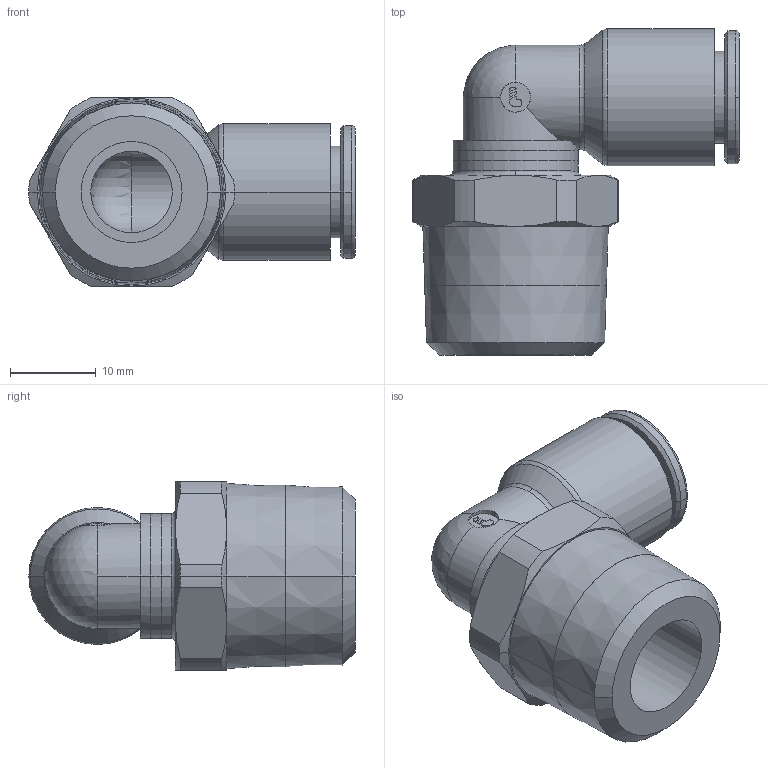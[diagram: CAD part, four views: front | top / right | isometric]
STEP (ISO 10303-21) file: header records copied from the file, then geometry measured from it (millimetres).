
FILE_DESCRIPTION(('STEP AP214'),'1');
FILE_NAME('3109_60_22.stp','2016-07-07T14:15:44',('TraceParts'),('TraceParts S.A.'),'Spatial InterOp 3D',' ',' ');
FILE_SCHEMA(('automotive_design'));
Length unit declared in the file: millimetre
Products named in the file (1): 1
Bounding box: 38.12 x 38.11 x 22 mm (x, y, z)
Volume: 8652.2 mm3; surface area: 5753.4 mm2
Topology: 1 solids, 1 shells, 107 faces, 264 edges, 166 vertices
Faces by surface type: cylinder 36, plane 33, cone 28, torus 8, sphere 2
Entity records: 3397 total; most frequent: CARTESIAN_POINT 824, DIRECTION 578, ORIENTED_EDGE 522, EDGE_CURVE 261, AXIS2_PLACEMENT_3D 240, VERTEX_POINT 166, CIRCLE 128, EDGE_LOOP 119
